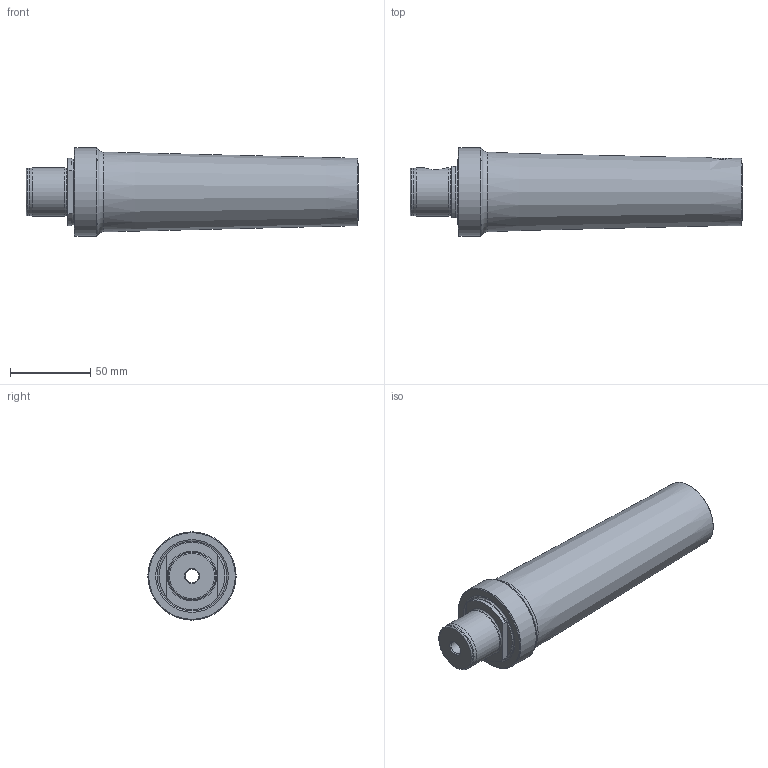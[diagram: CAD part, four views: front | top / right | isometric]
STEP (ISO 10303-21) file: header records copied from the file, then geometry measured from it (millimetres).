
FILE_DESCRIPTION (( 'STEP AP214' ), '1' );
FILE_NAME ('MB5.MB4.K01.177.STEP', '2021-05-12T13:59:21', ( '' ), ( '' ), 'SwSTEP 2.0', 'SolidWorks 2017', '' );
FILE_SCHEMA (( 'AUTOMOTIVE_DESIGN' ));
Length unit declared in the file: millimetre
Products named in the file (3): MB5-MB4.K01.177_C; MB4-ER1.001.013_A; MB5.MB4.K01.177
Assembly tree (2 placements, depth 2):
  MB5.MB4.K01.177
    MB5-MB4.K01.177_C
    MB4-ER1.001.013_A
Bounding box: 207 x 55 x 55 mm (x, y, z)
Volume: 304328.4 mm3; surface area: 40515.8 mm2
Topology: 2 solids, 2 shells, 81 faces, 188 edges, 115 vertices
Faces by surface type: plane 32, cone 22, cylinder 19, torus 8
Full cylindrical faces by diameter (mm): 6 x1, 8 x1, 8.5 x1, 11 x1, 12 x1, 24 x1, 24.6 x1, 30 x1, 55 x1
Entity records: 2653 total; most frequent: CARTESIAN_POINT 841, DIRECTION 372, ORIENTED_EDGE 290, AXIS2_PLACEMENT_3D 163, EDGE_CURVE 145, EDGE_LOOP 128, VERTEX_POINT 109, FACE_OUTER_BOUND 98
